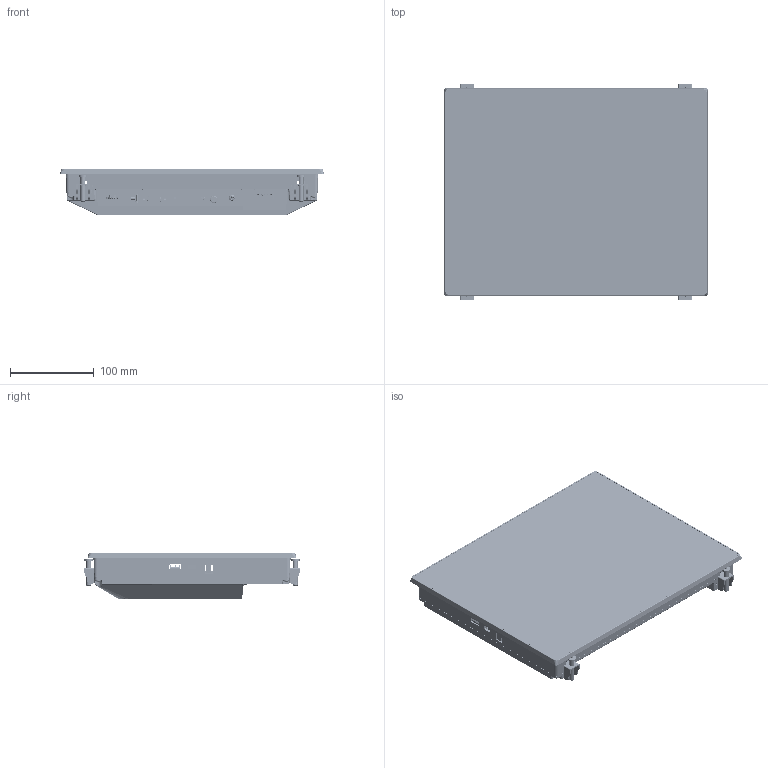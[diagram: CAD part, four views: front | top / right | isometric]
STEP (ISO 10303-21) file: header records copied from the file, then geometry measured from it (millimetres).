
FILE_DESCRIPTION(/* description */ (''),/* implementation_level */ '2;1');
FILE_NAME(/* name */ '',/* time_stamp */ '2017-11-09T16:52:16+09:00',/* author */ (''),/* organization */ (''),/* preprocessor_version */ 'ST-DEVELOPER v16.5',/* originating_system */ 'Autodesk Inventor 2017',/* authorisation */ '');
FILE_SCHEMA (('CONFIG_CONTROL_DESIGN'));
Products named in the file (1): HP_TMG-312-DC00-01
Bounding box: 314 x 256.29 x 56 mm (x, y, z)
Volume: 636804.3 mm3; surface area: 711221.9 mm2
Topology: 5 solids, 28 shells, 7275 faces, 19205 edges, 12193 vertices
Faces by surface type: plane 3975, cylinder 1434, bspline 1009, cone 757, torus 72, sphere 28
Full cylindrical faces by diameter (mm): 0.8 x8, 1 x19, 1.6 x4, 2.05 x2, 2.5 x4, 2.6 x4, 2.84 x2, 3 x46, 3.2 x7, 3.5 x126, 3.6 x14, 4 x22, 4.2 x4, 4.5 x6, 4.8 x3, 5 x1, 6 x8, 6.15 x16, 6.2 x8, 7 x7, 7.15 x5, 8 x34, 9 x7
Entity records: 244383 total; most frequent: CARTESIAN_POINT 65169, ORIENTED_EDGE 37414, DIRECTION 35862, EDGE_CURVE 18694, LINE 12336, VECTOR 12336, VERTEX_POINT 12123, AXIS2_PLACEMENT_3D 11763
